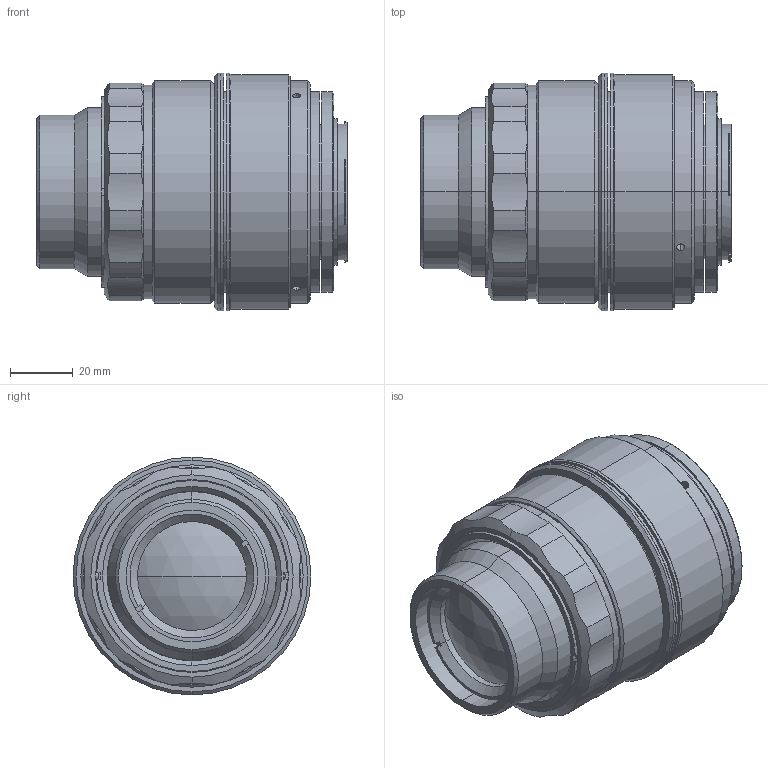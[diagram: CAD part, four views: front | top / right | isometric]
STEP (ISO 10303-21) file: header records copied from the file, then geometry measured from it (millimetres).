
FILE_DESCRIPTION (( 'STEP AP203' ), '1' );
FILE_NAME ('DP22539-B_MC12K025X-F.step', '2021-12-23T16:02:18', ( '' ), ( '' ), 'SwSTEP 2.0', 'SolidWorks 2021', '' );
FILE_SCHEMA (( 'CONFIG_CONTROL_DESIGN' ));
Length unit declared in the file: millimetre
Products named in the file (1): DP22539-B_MC12K025X-F
Bounding box: 99.3 x 76 x 76 mm (x, y, z)
Surface area: 48884.6 mm2 (no closed solid volume)
Topology: 0 solids, 12 shells, 141 faces, 409 edges, 281 vertices
Faces by surface type: cylinder 78, cone 32, plane 29, sphere 2
Entity records: 5308 total; most frequent: CARTESIAN_POINT 1500, DIRECTION 823, ORIENTED_EDGE 687, EDGE_CURVE 409, AXIS2_PLACEMENT_3D 332, VERTEX_POINT 281, CIRCLE 190, EDGE_LOOP 167
